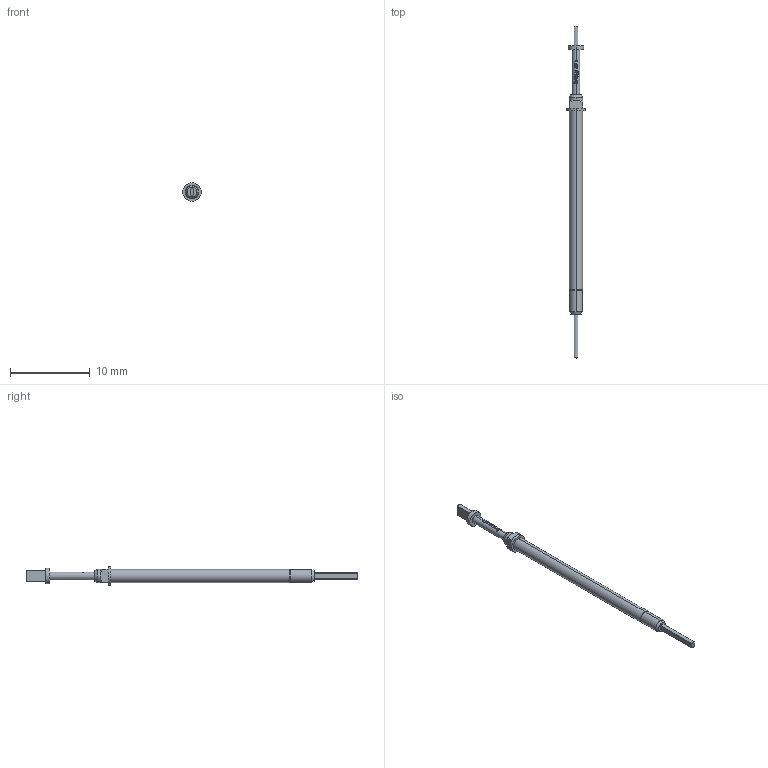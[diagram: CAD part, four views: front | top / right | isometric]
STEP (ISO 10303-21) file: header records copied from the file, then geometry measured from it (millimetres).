
FILE_DESCRIPTION (( 'STEP AP203' ), '1' );
FILE_NAME ('INGUN_T-744_320_050_150_250200Axx02M.STEP', '2022-11-22T12:08:22', ( '' ), ( '' ), 'SwSTEP 2.0', 'SolidWorks 2021', '' );
FILE_SCHEMA (( 'CONFIG_CONTROL_DESIGN' ));
Length unit declared in the file: millimetre
Products named in the file (1): INGUN_T-744_320_050_150_250200Axx02M
Bounding box: 2.3 x 41.6 x 2.3 mm (x, y, z)
Volume: 69.2 mm3; surface area: 197.9 mm2
Topology: 1 solids, 1 shells, 124 faces, 329 edges, 213 vertices
Faces by surface type: plane 61, cylinder 28, bspline 22, cone 13
Entity records: 4219 total; most frequent: CARTESIAN_POINT 1219, ORIENTED_EDGE 658, DIRECTION 548, EDGE_CURVE 329, AXIS2_PLACEMENT_3D 214, VERTEX_POINT 213, EDGE_LOOP 130, FACE_OUTER_BOUND 124
